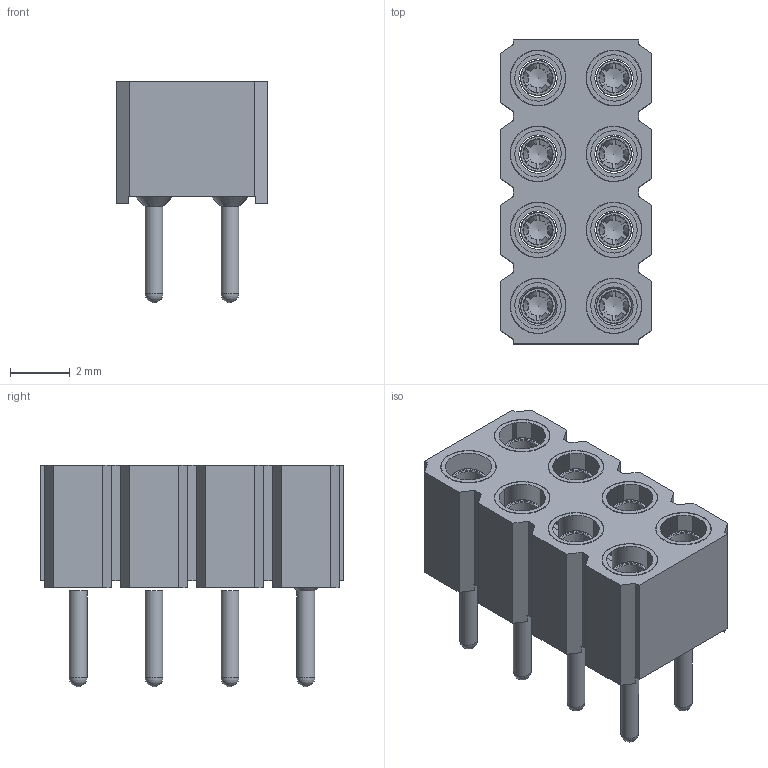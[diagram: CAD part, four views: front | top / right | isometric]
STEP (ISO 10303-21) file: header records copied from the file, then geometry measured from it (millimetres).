
FILE_DESCRIPTION(/* description */ (''),/* implementation_level */ '2;1');
FILE_NAME(/* name */ '253-08-2-xx-xx-Dummy.stp',/* time_stamp */ '2026-04-23T11:00:06+02:00',/* author */ ('Andreas.Larin'),/* organization */ (''),/* preprocessor_version */ 'ST-DEVELOPER v20',/* originating_system */ 'Autodesk Inventor 2025',/* authorisation */ '');
FILE_SCHEMA (('AUTOMOTIVE_DESIGN { 1 0 10303 214 3 1 1 }'));
Length unit declared in the file: millimetre
Products named in the file (1): 253-08-2-xx-xx
Bounding box: 5.08 x 10.16 x 7.4 mm (x, y, z)
Volume: 172.1 mm3; surface area: 429.8 mm2
Topology: 1 solids, 1 shells, 414 faces, 1164 edges, 768 vertices
Faces by surface type: plane 166, cone 152, cylinder 88, sphere 8
Full cylindrical faces by diameter (mm): 0.6 x8, 0.97 x8, 1.17 x16, 1.86 x8
Entity records: 16489 total; most frequent: CARTESIAN_POINT 6323, ORIENTED_EDGE 2296, DIRECTION 1802, EDGE_CURVE 1148, VERTEX_POINT 768, AXIS2_PLACEMENT_3D 727, EDGE_LOOP 446, STYLED_ITEM 415
